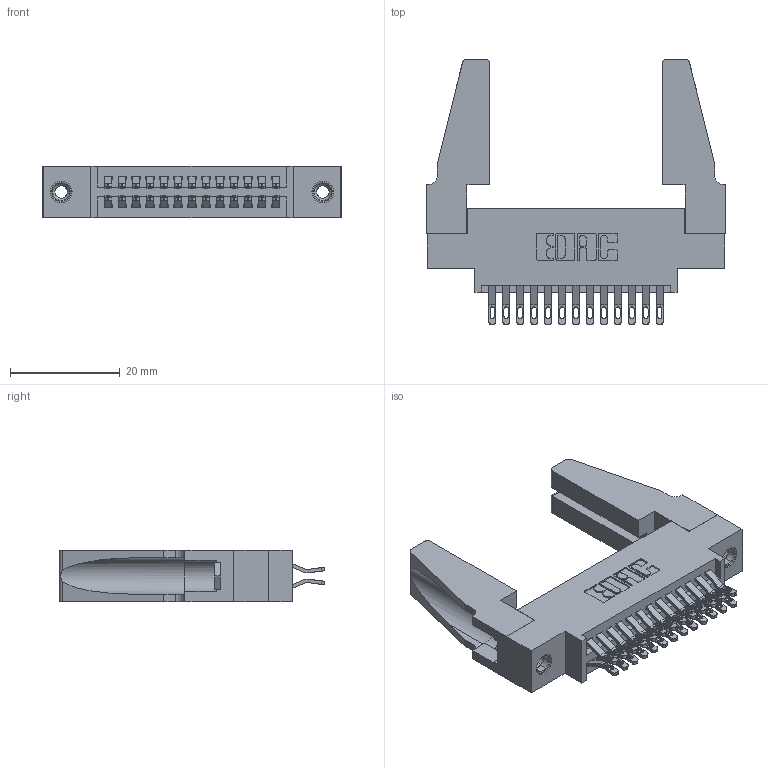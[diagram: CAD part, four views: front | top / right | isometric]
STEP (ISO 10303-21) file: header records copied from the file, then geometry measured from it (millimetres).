
FILE_DESCRIPTION (( 'STEP AP203' ), '1' );
FILE_NAME ('395-026-555-888.STEP', '2019-10-16T18:22:02', ( '' ), ( '' ), 'SwSTEP 2.0', 'SolidWorks 2016', '' );
FILE_SCHEMA (( 'CONFIG_CONTROL_DESIGN' ));
Length unit declared in the file: inch
Products named in the file (5): 345 Part_0.170 Offset - 0.156 Dia-TH; 345-292-001_555 Tail; 345-250-001_345-250-001-102; 345-220-078_345-220-088; 395-026-555-888
Assembly tree (31 placements, depth 2):
  395-026-555-888
    345 Part_0.170 Offset - 0.156 Dia-TH
    345-292-001_555 Tail  x26
    345-250-001_345-250-001-102  x2
    345-220-078_345-220-088  x2
Bounding box: 54.25 x 48.31 x 9.4 mm (x, y, z)
Volume: 8215.6 mm3; surface area: 10302.6 mm2
Topology: 31 solids, 31 shells, 1710 faces, 5269 edges, 3502 vertices
Faces by surface type: plane 962, cylinder 732, cone 12, torus 4
Entity records: 16710 total; most frequent: CARTESIAN_POINT 2860, ORIENTED_EDGE 2724, DIRECTION 2530, EDGE_CURVE 1362, VECTOR 1116, LINE 1116, VERTEX_POINT 902, AXIS2_PLACEMENT_3D 707
